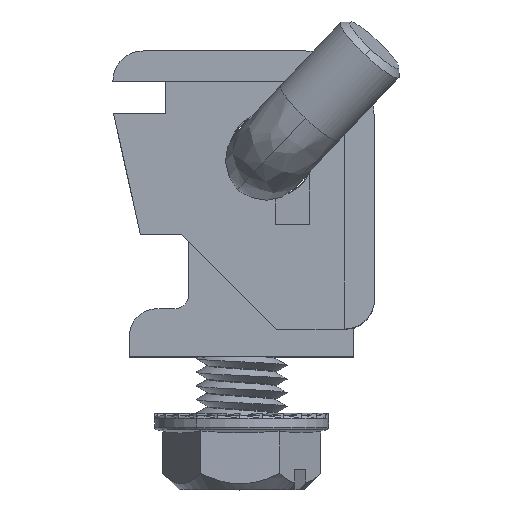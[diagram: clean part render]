
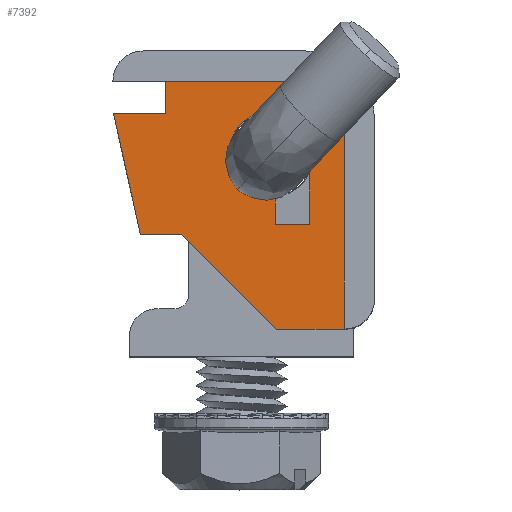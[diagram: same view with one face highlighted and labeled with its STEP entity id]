
A CAD part, top view. The second image highlights one B-rep face of the part: STEP entity #7392.
In plain terms, the highlighted planar face has unit normal (0, 0, 1).
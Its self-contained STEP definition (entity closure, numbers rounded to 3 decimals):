
#49 = FACE_BOUND ( 'NONE', #8746, .T. ) ;
#199 = CARTESIAN_POINT ( 'NONE',  ( -8.422, -16.844, 3.869 ) ) ;
#206 = CARTESIAN_POINT ( 'NONE',  ( -23.028, -13.862, 3.869 ) ) ;
#392 = PLANE ( 'NONE',  #5263 ) ;
#500 = VERTEX_POINT ( 'NONE', #847 ) ;
#530 = EDGE_CURVE ( 'NONE', #7751, #2870, #2888, .T. ) ;
#646 = CARTESIAN_POINT ( 'NONE',  ( -20.214, -8.733, 3.869 ) ) ;
#662 = CARTESIAN_POINT ( 'NONE',  ( -23.028, -19.189, 3.869 ) ) ;
#667 = LINE ( 'NONE', #5393, #7937 ) ;
#746 = CIRCLE ( 'NONE', #6084, 3.116 ) ;
#764 = CARTESIAN_POINT ( 'NONE',  ( -13.38, -8.034, 3.869 ) ) ;
#791 = DIRECTION ( 'NONE',  ( 0., -1., 0. ) ) ;
#808 = VERTEX_POINT ( 'NONE', #7597 ) ;
#822 = ORIENTED_EDGE ( 'NONE', *, *, #4214, .T. ) ;
#847 = CARTESIAN_POINT ( 'NONE',  ( -10.365, -8.034, 3.869 ) ) ;
#869 = ORIENTED_EDGE ( 'NONE', *, *, #8673, .T. ) ;
#872 = CARTESIAN_POINT ( 'NONE',  ( -8.422, -16.777, 3.869 ) ) ;
#1019 = VECTOR ( 'NONE', #4854, 1000. ) ;
#1156 = CARTESIAN_POINT ( 'NONE',  ( -8.422, -16.878, 3.869 ) ) ;
#1167 = CARTESIAN_POINT ( 'NONE',  ( -12.224, -16.878, 3.869 ) ) ;
#1535 = CARTESIAN_POINT ( 'NONE',  ( -8.422, -16.878, 3.869 ) ) ;
#1563 = ORIENTED_EDGE ( 'NONE', *, *, #530, .F. ) ;
#1646 = VECTOR ( 'NONE', #6541, 1000. ) ;
#1740 = CIRCLE ( 'NONE', #4282, 2.211 ) ;
#1760 = DIRECTION ( 'NONE',  ( 0., 0., 1. ) ) ;
#1861 = LINE ( 'NONE', #4463, #1646 ) ;
#1864 = VERTEX_POINT ( 'NONE', #4313 ) ;
#1970 = ORIENTED_EDGE ( 'NONE', *, *, #5659, .F. ) ;
#1975 = CARTESIAN_POINT ( 'NONE',  ( -8.422, -16.777, 3.869 ) ) ;
#2178 = DIRECTION ( 'NONE',  ( 0., 0., -1. ) ) ;
#2222 = DIRECTION ( 'NONE',  ( 1., 0., 0. ) ) ;
#2375 = VERTEX_POINT ( 'NONE', #1167 ) ;
#2517 = DIRECTION ( 'NONE',  ( 0., 0., 1. ) ) ;
#2525 = CARTESIAN_POINT ( 'NONE',  ( -19.912, -13.863, 3.869 ) ) ;
#2665 = EDGE_CURVE ( 'NONE', #6279, #2870, #746, .T. ) ;
#2700 = EDGE_CURVE ( 'NONE', #5694, #4236, #8517, .T. ) ;
#2758 = AXIS2_PLACEMENT_3D ( 'NONE', #7272, #3166, #7960 ) ;
#2807 = EDGE_CURVE ( 'NONE', #2946, #1864, #5098, .T. ) ;
#2808 = EDGE_LOOP ( 'NONE', ( #7661, #6330, #3656, #5647, #2959, #5102, #822, #6233, #5060, #5139 ) ) ;
#2824 = VECTOR ( 'NONE', #4722, 1000. ) ;
#2870 = VERTEX_POINT ( 'NONE', #6453 ) ;
#2888 = LINE ( 'NONE', #4853, #6323 ) ;
#2911 = DIRECTION ( 'NONE',  ( 1., 0., 0. ) ) ;
#2946 = VERTEX_POINT ( 'NONE', #7858 ) ;
#2959 = ORIENTED_EDGE ( 'NONE', *, *, #3993, .F. ) ;
#3054 = VERTEX_POINT ( 'NONE', #3847 ) ;
#3166 = DIRECTION ( 'NONE',  ( 0., 0., -1. ) ) ;
#3208 = DIRECTION ( 'NONE',  ( -1., 0., 0. ) ) ;
#3430 = CARTESIAN_POINT ( 'NONE',  ( -20.214, -8.733, 3.869 ) ) ;
#3437 = VERTEX_POINT ( 'NONE', #764 ) ;
#3454 = LINE ( 'NONE', #3820, #5258 ) ;
#3464 = EDGE_CURVE ( 'NONE', #3437, #500, #4633, .T. ) ;
#3477 = CARTESIAN_POINT ( 'NONE',  ( -20.214, -10.762, 3.869 ) ) ;
#3645 = LINE ( 'NONE', #7034, #7064 ) ;
#3656 = ORIENTED_EDGE ( 'NONE', *, *, #2807, .F. ) ;
#3820 = CARTESIAN_POINT ( 'NONE',  ( -22.726, -8.733, 3.869 ) ) ;
#3847 = CARTESIAN_POINT ( 'NONE',  ( -20.314, -1.099, 3.869 ) ) ;
#3993 = EDGE_CURVE ( 'NONE', #8851, #7035, #4622, .T. ) ;
#4022 = DIRECTION ( 'NONE',  ( 0., -1., 0. ) ) ;
#4030 = VERTEX_POINT ( 'NONE', #3430 ) ;
#4037 = DIRECTION ( 'NONE',  ( 0., 1., 0. ) ) ;
#4079 = VECTOR ( 'NONE', #4037, 1000. ) ;
#4131 = CARTESIAN_POINT ( 'NONE',  ( -12.224, -19.189, 3.869 ) ) ;
#4173 = CARTESIAN_POINT ( 'NONE',  ( -13.38, -8.034, 3.869 ) ) ;
#4214 = EDGE_CURVE ( 'NONE', #2375, #5694, #5600, .T. ) ;
#4236 = VERTEX_POINT ( 'NONE', #6383 ) ;
#4282 = AXIS2_PLACEMENT_3D ( 'NONE', #6620, #2517, #7311 ) ;
#4288 = LINE ( 'NONE', #646, #4079 ) ;
#4313 = CARTESIAN_POINT ( 'NONE',  ( -25.239, -1.099, 3.869 ) ) ;
#4462 = EDGE_CURVE ( 'NONE', #3054, #3437, #1861, .T. ) ;
#4463 = CARTESIAN_POINT ( 'NONE',  ( -20.314, -1.099, 3.869 ) ) ;
#4469 = AXIS2_PLACEMENT_3D ( 'NONE', #2525, #7315, #3208 ) ;
#4523 = CARTESIAN_POINT ( 'NONE',  ( -23.028, -19.189, 3.869 ) ) ;
#4528 = DIRECTION ( 'NONE',  ( -1., 0., 0. ) ) ;
#4585 = CIRCLE ( 'NONE', #4469, 3.116 ) ;
#4622 = LINE ( 'NONE', #662, #2824 ) ;
#4633 = LINE ( 'NONE', #4173, #1019 ) ;
#4722 = DIRECTION ( 'NONE',  ( -1., 0., 0. ) ) ;
#4853 = CARTESIAN_POINT ( 'NONE',  ( -22.726, -12.525, 3.869 ) ) ;
#4854 = DIRECTION ( 'NONE',  ( 1., 0., 0. ) ) ;
#4941 = CARTESIAN_POINT ( 'NONE',  ( -8.422, -16.878, 3.869 ) ) ;
#5060 = ORIENTED_EDGE ( 'NONE', *, *, #6078, .F. ) ;
#5098 = LINE ( 'NONE', #7073, #6507 ) ;
#5102 = ORIENTED_EDGE ( 'NONE', *, *, #6709, .F. ) ;
#5139 = ORIENTED_EDGE ( 'NONE', *, *, #3464, .F. ) ;
#5258 = VECTOR ( 'NONE', #4528, 1000. ) ;
#5263 = AXIS2_PLACEMENT_3D ( 'NONE', #5795, #1760, #6548 ) ;
#5377 = DIRECTION ( 'NONE',  ( 0.217, -0.976, 0. ) ) ;
#5393 = CARTESIAN_POINT ( 'NONE',  ( -12.224, -16.878, 3.869 ) ) ;
#5447 = CIRCLE ( 'NONE', #2758, 3.116 ) ;
#5600 = LINE ( 'NONE', #1535, #8637 ) ;
#5608 = ORIENTED_EDGE ( 'NONE', *, *, #8098, .T. ) ;
#5647 = ORIENTED_EDGE ( 'NONE', *, *, #5926, .T. ) ;
#5659 = EDGE_CURVE ( 'NONE', #4030, #7751, #3454, .T. ) ;
#5694 = VERTEX_POINT ( 'NONE', #1156 ) ;
#5795 = CARTESIAN_POINT ( 'NONE',  ( -8.422, -1.099, 3.869 ) ) ;
#5905 = VECTOR ( 'NONE', #5377, 1000. ) ;
#5926 = EDGE_CURVE ( 'NONE', #2946, #7035, #1740, .T. ) ;
#6078 = EDGE_CURVE ( 'NONE', #500, #4236, #7719, .T. ) ;
#6084 = AXIS2_PLACEMENT_3D ( 'NONE', #6275, #2178, #6954 ) ;
#6095 = EDGE_CURVE ( 'NONE', #8280, #4030, #4288, .T. ) ;
#6233 = ORIENTED_EDGE ( 'NONE', *, *, #2700, .T. ) ;
#6275 = CARTESIAN_POINT ( 'NONE',  ( -19.912, -13.863, 3.869 ) ) ;
#6279 = VERTEX_POINT ( 'NONE', #206 ) ;
#6323 = VECTOR ( 'NONE', #791, 1000. ) ;
#6330 = ORIENTED_EDGE ( 'NONE', *, *, #7988, .F. ) ;
#6383 = CARTESIAN_POINT ( 'NONE',  ( -8.422, -16.777, 3.869 ) ) ;
#6453 = CARTESIAN_POINT ( 'NONE',  ( -22.726, -12.525, 3.869 ) ) ;
#6507 = VECTOR ( 'NONE', #7761, 1000. ) ;
#6541 = DIRECTION ( 'NONE',  ( 0.707, -0.707, 0. ) ) ;
#6548 = DIRECTION ( 'NONE',  ( -1., 0., 0. ) ) ;
#6620 = CARTESIAN_POINT ( 'NONE',  ( -23.028, -16.978, 3.869 ) ) ;
#6709 = EDGE_CURVE ( 'NONE', #2375, #8851, #667, .T. ) ;
#6917 = ORIENTED_EDGE ( 'NONE', *, *, #2665, .T. ) ;
#6954 = DIRECTION ( 'NONE',  ( -1., 0., 0. ) ) ;
#7034 = CARTESIAN_POINT ( 'NONE',  ( -20.314, -1.099, 3.869 ) ) ;
#7035 = VERTEX_POINT ( 'NONE', #4523 ) ;
#7064 = VECTOR ( 'NONE', #2222, 1000. ) ;
#7073 = CARTESIAN_POINT ( 'NONE',  ( -25.239, -1.099, 3.869 ) ) ;
#7272 = CARTESIAN_POINT ( 'NONE',  ( -19.912, -13.863, 3.869 ) ) ;
#7299 = FACE_OUTER_BOUND ( 'NONE', #2808, .T. ) ;
#7311 = DIRECTION ( 'NONE',  ( 1., 0., 0. ) ) ;
#7315 = DIRECTION ( 'NONE',  ( 0., 0., -1. ) ) ;
#7331 = ORIENTED_EDGE ( 'NONE', *, *, #6095, .F. ) ;
#7392 = ADVANCED_FACE ( 'NONE', ( #49, #7299 ), #392, .T. ) ;
#7528 = CARTESIAN_POINT ( 'NONE',  ( -22.726, -8.733, 3.869 ) ) ;
#7597 = CARTESIAN_POINT ( 'NONE',  ( -16.797, -13.863, 3.869 ) ) ;
#7661 = ORIENTED_EDGE ( 'NONE', *, *, #4462, .F. ) ;
#7719 = LINE ( 'NONE', #1975, #5905 ) ;
#7751 = VERTEX_POINT ( 'NONE', #7528 ) ;
#7761 = DIRECTION ( 'NONE',  ( 0., 1., 0. ) ) ;
#7858 = CARTESIAN_POINT ( 'NONE',  ( -25.239, -16.978, 3.869 ) ) ;
#7937 = VECTOR ( 'NONE', #4022, 1000. ) ;
#7960 = DIRECTION ( 'NONE',  ( -1., 0., 0. ) ) ;
#7988 = EDGE_CURVE ( 'NONE', #1864, #3054, #3645, .T. ) ;
#8098 = EDGE_CURVE ( 'NONE', #808, #6279, #4585, .T. ) ;
#8280 = VERTEX_POINT ( 'NONE', #3477 ) ;
#8386 = CARTESIAN_POINT ( 'NONE',  ( -8.422, -16.81, 3.869 ) ) ;
#8517 = B_SPLINE_CURVE_WITH_KNOTS ( 'NONE', 3,
 ( #4941, #199, #8386, #872 ),
 .UNSPECIFIED., .F., .F.,
 ( 4, 4 ),
 ( 0., 1. ),
 .UNSPECIFIED. ) ;
#8637 = VECTOR ( 'NONE', #2911, 1000. ) ;
#8673 = EDGE_CURVE ( 'NONE', #8280, #808, #5447, .T. ) ;
#8746 = EDGE_LOOP ( 'NONE', ( #869, #5608, #6917, #1563, #1970, #7331 ) ) ;
#8851 = VERTEX_POINT ( 'NONE', #4131 ) ;
